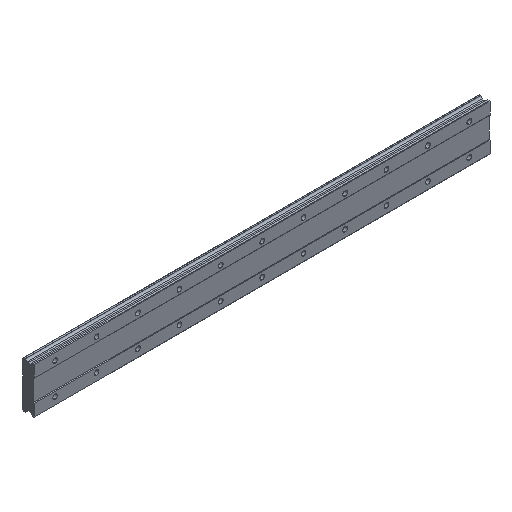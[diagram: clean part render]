
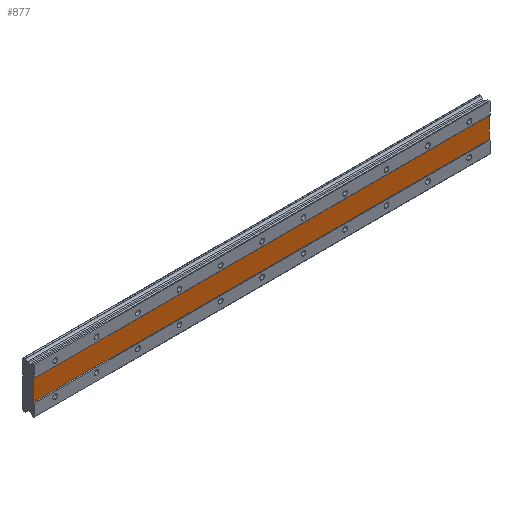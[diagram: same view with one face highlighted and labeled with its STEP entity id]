
A CAD part, isometric view. The second image highlights one B-rep face of the part: STEP entity #877.
In plain terms, the highlighted planar face has unit normal (0, -1, 0).
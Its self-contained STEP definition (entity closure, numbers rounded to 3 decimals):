
#336 = EDGE_CURVE ( 'NONE', #4205, #1090, #1396, .T. ) ;
#339 = ORIENTED_EDGE ( 'NONE', *, *, #1342, .T. ) ;
#404 = FACE_OUTER_BOUND ( 'NONE', #2376, .T. ) ;
#411 = CARTESIAN_POINT ( 'NONE',  ( 840., 1., 44.91 ) ) ;
#444 = VERTEX_POINT ( 'NONE', #3986 ) ;
#647 = CARTESIAN_POINT ( 'NONE',  ( 840., 1., 20. ) ) ;
#762 = ORIENTED_EDGE ( 'NONE', *, *, #4262, .F. ) ;
#863 = LINE ( 'NONE', #3728, #2342 ) ;
#877 = ADVANCED_FACE ( 'NONE', ( #404 ), #1906, .F. ) ;
#922 = ORIENTED_EDGE ( 'NONE', *, *, #336, .F. ) ;
#1090 = VERTEX_POINT ( 'NONE', #4228 ) ;
#1097 = VECTOR ( 'NONE', #3833, 1000. ) ;
#1150 = VERTEX_POINT ( 'NONE', #1764 ) ;
#1342 = EDGE_CURVE ( 'NONE', #1150, #444, #863, .T. ) ;
#1396 = LINE ( 'NONE', #411, #1737 ) ;
#1602 = DIRECTION ( 'NONE',  ( -1., 0., 0. ) ) ;
#1687 = ORIENTED_EDGE ( 'NONE', *, *, #2421, .F. ) ;
#1737 = VECTOR ( 'NONE', #2414, 1000. ) ;
#1764 = CARTESIAN_POINT ( 'NONE',  ( -40., 1., 20. ) ) ;
#1813 = DIRECTION ( 'NONE',  ( 0., 0., 1. ) ) ;
#1906 = PLANE ( 'NONE',  #4171 ) ;
#2342 = VECTOR ( 'NONE', #3333, 1000. ) ;
#2376 = EDGE_LOOP ( 'NONE', ( #762, #922, #1687, #339 ) ) ;
#2385 = VECTOR ( 'NONE', #1602, 1000. ) ;
#2414 = DIRECTION ( 'NONE',  ( 0., 0., -1. ) ) ;
#2421 = EDGE_CURVE ( 'NONE', #1150, #4205, #3789, .T. ) ;
#2575 = CARTESIAN_POINT ( 'NONE',  ( 840., 1., 20. ) ) ;
#3333 = DIRECTION ( 'NONE',  ( 0., 0., -1. ) ) ;
#3363 = LINE ( 'NONE', #4002, #2385 ) ;
#3615 = CARTESIAN_POINT ( 'NONE',  ( 840., 1., 20. ) ) ;
#3728 = CARTESIAN_POINT ( 'NONE',  ( -40., 1., 44.91 ) ) ;
#3789 = LINE ( 'NONE', #647, #1097 ) ;
#3833 = DIRECTION ( 'NONE',  ( 1., 0., 0. ) ) ;
#3986 = CARTESIAN_POINT ( 'NONE',  ( -40., 1., -20. ) ) ;
#4000 = DIRECTION ( 'NONE',  ( 0., 1., 0. ) ) ;
#4002 = CARTESIAN_POINT ( 'NONE',  ( 840., 1., -20. ) ) ;
#4171 = AXIS2_PLACEMENT_3D ( 'NONE', #3615, #4000, #1813 ) ;
#4205 = VERTEX_POINT ( 'NONE', #2575 ) ;
#4228 = CARTESIAN_POINT ( 'NONE',  ( 840., 1., -20. ) ) ;
#4262 = EDGE_CURVE ( 'NONE', #1090, #444, #3363, .T. ) ;
